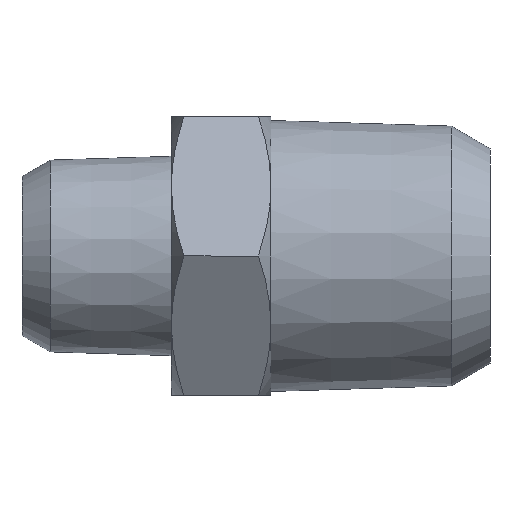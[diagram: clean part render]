
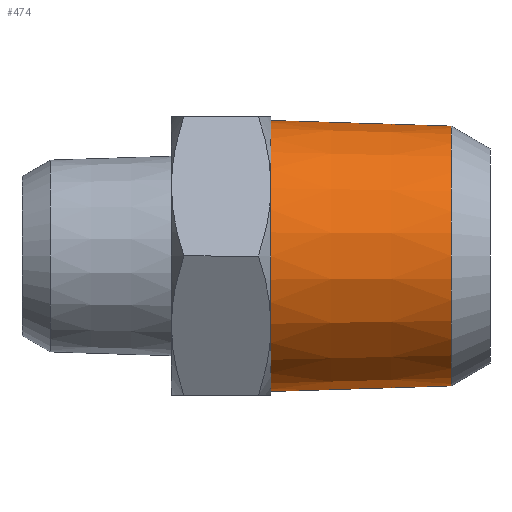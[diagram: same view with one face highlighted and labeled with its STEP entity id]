
A CAD part, left-side view. The second image highlights one B-rep face of the part: STEP entity #474.
In plain terms, the highlighted conical face has half-angle 1.79 degrees and reference radius 6.52 mm.
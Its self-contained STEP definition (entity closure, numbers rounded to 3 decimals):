
#30 = AXIS2_PLACEMENT_3D ( 'NONE', #516, #515, #517 ) ;
#63 = AXIS2_PLACEMENT_3D ( 'NONE', #567, #566, #562 ) ;
#64 = AXIS2_PLACEMENT_3D ( 'NONE', #584, #575, #572 ) ;
#86 = EDGE_CURVE ( 'NONE', #132, #132, #233, .T. ) ;
#87 = EDGE_CURVE ( 'NONE', #131, #131, #230, .T. ) ;
#131 = VERTEX_POINT ( 'NONE', #443 ) ;
#132 = VERTEX_POINT ( 'NONE', #444 ) ;
#153 = CONICAL_SURFACE ( 'NONE', #30, 6.52, 0.031 ) ;
#157 = FACE_BOUND ( 'NONE', #279, .T. ) ;
#193 = FACE_OUTER_BOUND ( 'NONE', #276, .T. ) ;
#230 = CIRCLE ( 'NONE', #63, 6.52 ) ;
#233 = CIRCLE ( 'NONE', #64, 6.803 ) ;
#276 = EDGE_LOOP ( 'NONE', ( #330 ) ) ;
#279 = EDGE_LOOP ( 'NONE', ( #301 ) ) ;
#301 = ORIENTED_EDGE ( 'NONE', *, *, #87, .T. ) ;
#330 = ORIENTED_EDGE ( 'NONE', *, *, #86, .F. ) ;
#443 = CARTESIAN_POINT ( 'NONE',  ( 0., 1.94, 6.52 ) ) ;
#444 = CARTESIAN_POINT ( 'NONE',  ( 0., 11., 6.803 ) ) ;
#474 = ADVANCED_FACE ( 'NONE', ( #193, #157 ), #153, .T. ) ;
#515 = DIRECTION ( 'NONE',  ( 0., 1., 0. ) ) ;
#516 = CARTESIAN_POINT ( 'NONE',  ( 0., 1.94, 0. ) ) ;
#517 = DIRECTION ( 'NONE',  ( 0., 0., 1. ) ) ;
#562 = DIRECTION ( 'NONE',  ( 0., 0., 1. ) ) ;
#566 = DIRECTION ( 'NONE',  ( 0., 1., 0. ) ) ;
#567 = CARTESIAN_POINT ( 'NONE',  ( 0., 1.94, 0. ) ) ;
#572 = DIRECTION ( 'NONE',  ( 0., 0., 1. ) ) ;
#575 = DIRECTION ( 'NONE',  ( 0., 1., 0. ) ) ;
#584 = CARTESIAN_POINT ( 'NONE',  ( 0., 11., 0. ) ) ;
